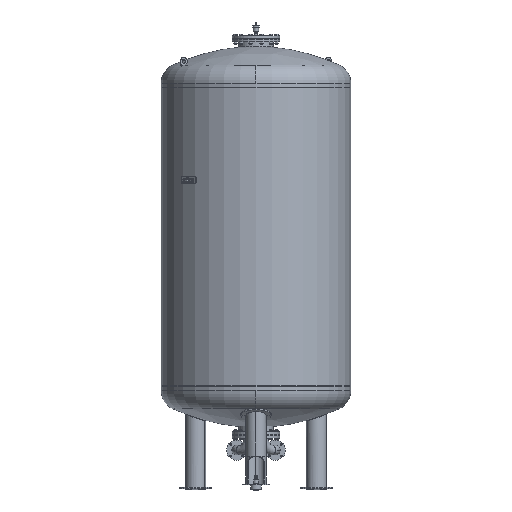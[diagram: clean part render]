
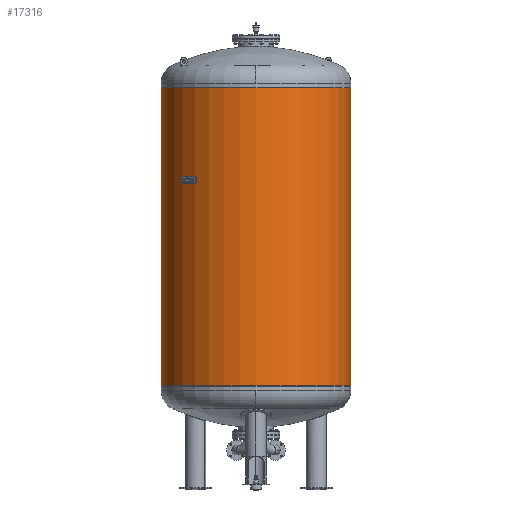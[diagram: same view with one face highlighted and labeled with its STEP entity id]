
A CAD part, front view. The second image highlights one B-rep face of the part: STEP entity #17316.
In plain terms, the highlighted cylindrical face has radius 750 mm (diameter 1500 mm), a partial arc.
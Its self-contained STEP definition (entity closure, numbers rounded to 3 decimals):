
#17275=CARTESIAN_POINT('',(0.,0.0,2588.5));
#17276=DIRECTION('',(0.,0.0,1.0));
#17277=DIRECTION('',(1.0,0.0,0.0));
#17278=AXIS2_PLACEMENT_3D('',#17275,#17276,#17277);
#17279=CYLINDRICAL_SURFACE('',#17278,750.);
#17280=CARTESIAN_POINT('',(750.,0.0,3177.0));
#17281=VERTEX_POINT('',#17280);
#17282=CARTESIAN_POINT('',(750.,0.0,823.));
#17283=VERTEX_POINT('',#17282);
#17284=CARTESIAN_POINT('',(750.,0.0,3177.0));
#17285=DIRECTION('',(0.0,0.0,-1.0));
#17286=VECTOR('',#17285,2354.0);
#17287=LINE('',#17284,#17286);
#17288=EDGE_CURVE('',#17281,#17283,#17287,.T.);
#17289=ORIENTED_EDGE('',*,*,#17288,.F.);
#17290=CARTESIAN_POINT('',(-750.,0.,3177.0));
#17291=VERTEX_POINT('',#17290);
#17292=CARTESIAN_POINT('',(0.,0.0,3177.0));
#17293=DIRECTION('',(0.0,0.0,1.0));
#17294=DIRECTION('',(1.0,0.0,0.0));
#17295=AXIS2_PLACEMENT_3D('',#17292,#17293,#17294);
#17296=CIRCLE('',#17295,750.);
#17297=EDGE_CURVE('',#17291,#17281,#17296,.T.);
#17298=ORIENTED_EDGE('',*,*,#17297,.F.);
#17299=CARTESIAN_POINT('',(-750.,0.,823.));
#17300=VERTEX_POINT('',#17299);
#17301=CARTESIAN_POINT('',(-750.,0.,3177.0));
#17302=DIRECTION('',(0.0,0.0,-1.0));
#17303=VECTOR('',#17302,2354.);
#17304=LINE('',#17301,#17303);
#17305=EDGE_CURVE('',#17291,#17300,#17304,.T.);
#17306=ORIENTED_EDGE('',*,*,#17305,.T.);
#17307=CARTESIAN_POINT('',(0.,0.0,823.));
#17308=DIRECTION('',(0.0,0.0,1.0));
#17309=DIRECTION('',(1.0,0.0,0.0));
#17310=AXIS2_PLACEMENT_3D('',#17307,#17308,#17309);
#17311=CIRCLE('',#17310,750.);
#17312=EDGE_CURVE('',#17300,#17283,#17311,.T.);
#17313=ORIENTED_EDGE('',*,*,#17312,.T.);
#17314=EDGE_LOOP('',(#17289,#17298,#17306,#17313));
#17315=FACE_OUTER_BOUND('',#17314,.T.);
#17316=ADVANCED_FACE('',(#17315),#17279,.T.);
